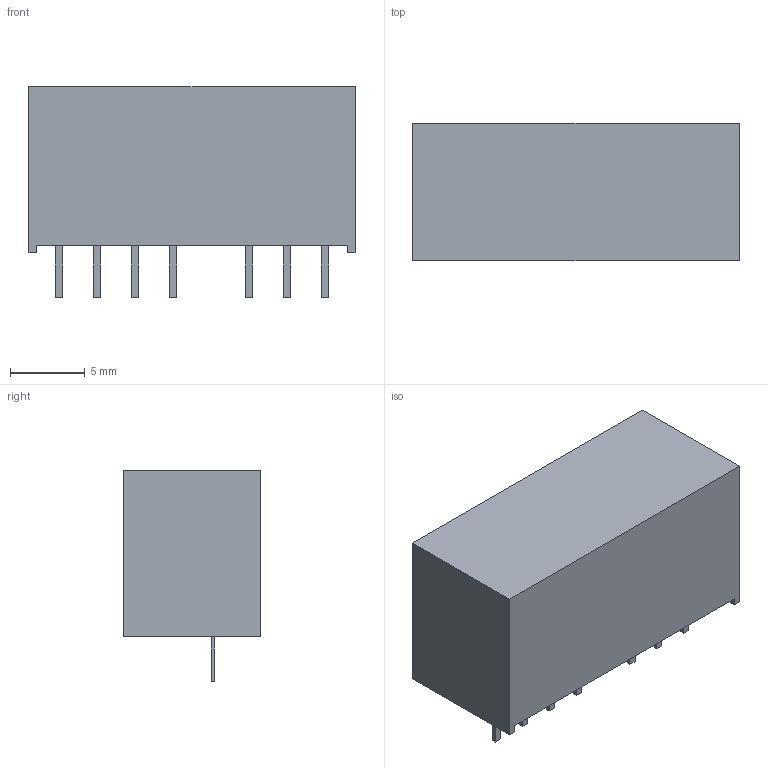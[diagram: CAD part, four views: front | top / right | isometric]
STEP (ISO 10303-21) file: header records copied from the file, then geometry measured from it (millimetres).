
FILE_DESCRIPTION(('FreeCAD Model'),'2;1');
FILE_NAME('Open CASCADE Shape Model','2022-01-20T18:30:46',('Author'),( ''),'Open CASCADE STEP processor 7.5','FreeCAD','Unknown');
FILE_SCHEMA(('AUTOMOTIVE_DESIGN { 1 0 10303 214 1 1 1 1 }'));
Length unit declared in the file: millimetre
Products named in the file (5): VISM_17791063215; Body; Pins4-7; Pins1-3; Text
Assembly tree (4 placements, depth 2):
  VISM_17791063215
    Body
    Pins4-7
    Pins1-3
    Text
Bounding box: 21.8 x 9.2 x 14.1 mm (x, y, z)
Volume: 2134 mm3; surface area: 1149.1 mm2
Topology: 8 solids, 66 shells, 110 faces, 1461 edges, 1425 vertices
Faces by surface type: bspline 58, plane 52
Entity records: 21601 total; most frequent: CARTESIAN_POINT 7466, B_SPLINE_CURVE_WITH_KNOTS 2722, ORIENTED_EDGE 1569, PCURVE 1569, DEFINITIONAL_REPRESENTATION 1569, EDGE_CURVE 1461, SURFACE_CURVE 1461, VERTEX_POINT 1425
